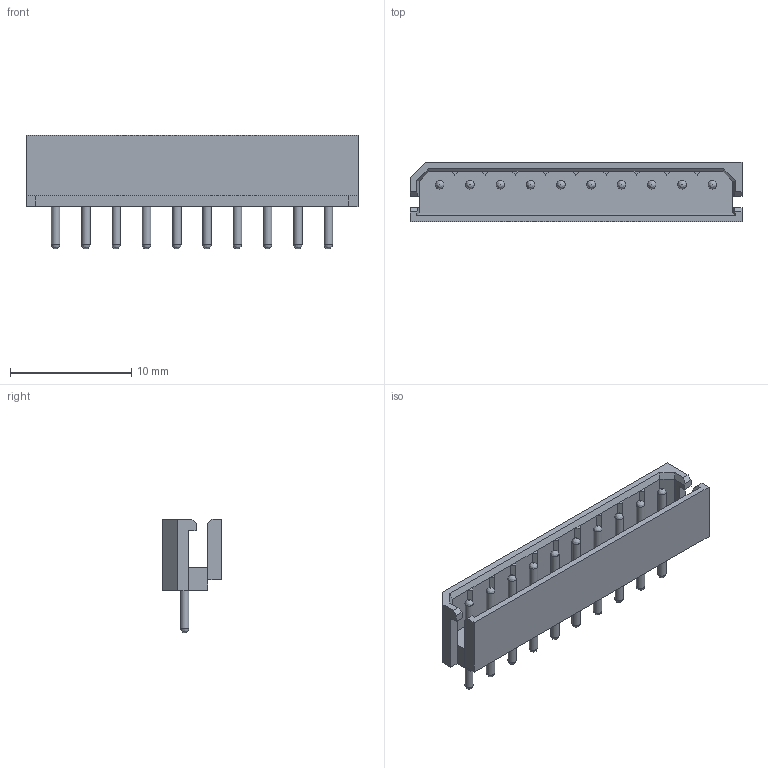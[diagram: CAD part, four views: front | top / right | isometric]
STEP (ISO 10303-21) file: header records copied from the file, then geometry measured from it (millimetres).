
FILE_DESCRIPTION( ( 'Unknown' ), '1' );
FILE_NAME( '64601011622.stp', 'Unknown', ( 'Unknown' ), ( 'Unknown' ), 'PSStep 14.0', 'Unknown', ' ' );
FILE_SCHEMA( ( 'AUTOMOTIVE_DESIGN { 1 0 10303 214 1 1 1 1 }' ) );
Length unit declared in the file: millimetre
Products named in the file (3): Assem1; 6460xx11622_PIN; 64601011622
Assembly tree (11 placements, depth 2):
  Assem1
    6460xx11622_PIN  x10
    64601011622
Bounding box: 27.4 x 4.9 x 9.4 mm (x, y, z)
Volume: 417.2 mm3; surface area: 1089.6 mm2
Topology: 11 solids, 11 shells, 139 faces, 311 edges, 194 vertices
Faces by surface type: plane 99, cylinder 20, bspline 20
Full cylindrical faces by diameter (mm): 0.7 x20
Entity records: 3649 total; most frequent: CARTESIAN_POINT 533, DIRECTION 457, ORIENTED_EDGE 450, EDGE_CURVE 225, LINE 201, VECTOR 201, VERTEX_POINT 148, AXIS2_PLACEMENT_3D 128
